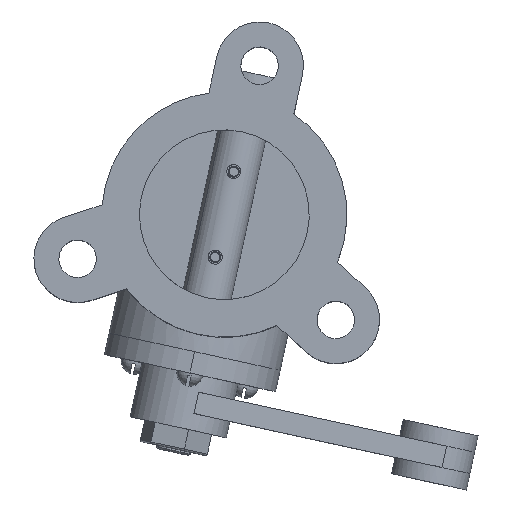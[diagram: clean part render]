
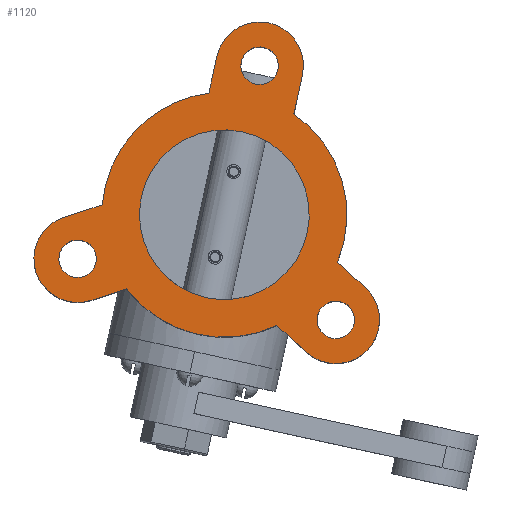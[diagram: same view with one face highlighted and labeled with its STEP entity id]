
A CAD part, top view. The second image highlights one B-rep face of the part: STEP entity #1120.
In plain terms, the highlighted planar face has unit normal (0, 0, 1).
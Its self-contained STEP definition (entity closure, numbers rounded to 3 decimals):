
#457=CARTESIAN_POINT('Vertex',(129.48,-53.244,112.5)) ;
#460=CARTESIAN_POINT('Axis2P3D Location',(0.,0.,112.5)) ;
#464=CARTESIAN_POINT('Vertex',(-25.489,-137.66,112.5)) ;
#492=CARTESIAN_POINT('Vertex',(-110.851,-85.511,112.5)) ;
#495=CARTESIAN_POINT('Axis2P3D Location',(0.,0.,112.5)) ;
#499=CARTESIAN_POINT('Vertex',(-106.473,90.904,112.5)) ;
#527=CARTESIAN_POINT('Vertex',(-18.629,138.755,112.5)) ;
#530=CARTESIAN_POINT('Axis2P3D Location',(0.,0.,112.5)) ;
#534=CARTESIAN_POINT('Vertex',(70.,121.244,112.5)) ;
#871=CARTESIAN_POINT('Axis2P3D Location',(0.,0.,112.5)) ;
#875=CARTESIAN_POINT('Vertex',(131.962,46.756,112.5)) ;
#963=CARTESIAN_POINT('Vertex',(174.97,-53.244,112.5)) ;
#966=CARTESIAN_POINT('Line Origine',(152.225,-53.244,112.5)) ;
#978=CARTESIAN_POINT('Axis2P3D Location',(0.,0.,112.5)) ;
#983=CARTESIAN_POINT('Line Origine',(-30.002,158.453,112.5)) ;
#987=CARTESIAN_POINT('Vertex',(-41.374,178.15,112.5)) ;
#990=CARTESIAN_POINT('Axis2P3D Location',(-84.675,153.15,112.5)) ;
#994=CARTESIAN_POINT('Vertex',(-127.977,128.15,112.5)) ;
#997=CARTESIAN_POINT('Line Origine',(-117.225,109.527,112.5)) ;
#1002=CARTESIAN_POINT('Line Origine',(-122.223,-105.209,112.5)) ;
#1006=CARTESIAN_POINT('Vertex',(-133.596,-124.906,112.5)) ;
#1009=CARTESIAN_POINT('Axis2P3D Location',(-90.294,-149.906,112.5)) ;
#1013=CARTESIAN_POINT('Vertex',(-46.993,-174.906,112.5)) ;
#1016=CARTESIAN_POINT('Line Origine',(-36.241,-156.283,112.5)) ;
#1021=CARTESIAN_POINT('Axis2P3D Location',(174.97,-3.244,112.5)) ;
#1025=CARTESIAN_POINT('Vertex',(174.97,46.756,112.5)) ;
#1028=CARTESIAN_POINT('Line Origine',(153.466,46.756,112.5)) ;
#1048=CARTESIAN_POINT('Axis2P3D Location',(-84.675,153.15,112.5)) ;
#1052=CARTESIAN_POINT('Vertex',(-95.39,171.709,112.5)) ;
#1054=CARTESIAN_POINT('Vertex',(-73.961,134.592,112.5)) ;
#1057=CARTESIAN_POINT('Axis2P3D Location',(-84.675,153.15,112.5)) ;
#1066=CARTESIAN_POINT('Axis2P3D Location',(0.,0.,112.5)) ;
#1070=CARTESIAN_POINT('Vertex',(48.5,84.004,112.5)) ;
#1072=CARTESIAN_POINT('Vertex',(97.,0.,112.5)) ;
#1075=CARTESIAN_POINT('Axis2P3D Location',(0.,0.,112.5)) ;
#1084=CARTESIAN_POINT('Axis2P3D Location',(174.97,-3.244,112.5)) ;
#1088=CARTESIAN_POINT('Vertex',(153.541,-3.244,112.5)) ;
#1090=CARTESIAN_POINT('Vertex',(196.399,-3.244,112.5)) ;
#1093=CARTESIAN_POINT('Axis2P3D Location',(174.97,-3.244,112.5)) ;
#1102=CARTESIAN_POINT('Axis2P3D Location',(-90.294,-149.906,112.5)) ;
#1106=CARTESIAN_POINT('Vertex',(-79.58,-131.348,112.5)) ;
#1108=CARTESIAN_POINT('Vertex',(-101.009,-168.465,112.5)) ;
#1111=CARTESIAN_POINT('Axis2P3D Location',(-90.294,-149.906,112.5)) ;
#461=DIRECTION('Axis2P3D Direction',(0.,0.,1.)) ;
#496=DIRECTION('Axis2P3D Direction',(0.,0.,1.)) ;
#531=DIRECTION('Axis2P3D Direction',(0.,0.,1.)) ;
#872=DIRECTION('Axis2P3D Direction',(0.,0.,1.)) ;
#967=DIRECTION('Vector Direction',(-1.,0.,0.)) ;
#979=DIRECTION('Axis2P3D Direction',(0.,0.,1.)) ;
#980=DIRECTION('Axis2P3D XDirection',(1.,0.,0.)) ;
#984=DIRECTION('Vector Direction',(0.5,-0.866,0.)) ;
#991=DIRECTION('Axis2P3D Direction',(0.,0.,1.)) ;
#998=DIRECTION('Vector Direction',(0.5,-0.866,0.)) ;
#1003=DIRECTION('Vector Direction',(0.5,0.866,0.)) ;
#1010=DIRECTION('Axis2P3D Direction',(0.,0.,1.)) ;
#1017=DIRECTION('Vector Direction',(0.5,0.866,0.)) ;
#1022=DIRECTION('Axis2P3D Direction',(0.,0.,1.)) ;
#1029=DIRECTION('Vector Direction',(-1.,0.,0.)) ;
#1049=DIRECTION('Axis2P3D Direction',(0.,0.,1.)) ;
#1058=DIRECTION('Axis2P3D Direction',(0.,0.,1.)) ;
#1067=DIRECTION('Axis2P3D Direction',(0.,0.,1.)) ;
#1076=DIRECTION('Axis2P3D Direction',(0.,0.,1.)) ;
#1085=DIRECTION('Axis2P3D Direction',(0.,0.,1.)) ;
#1094=DIRECTION('Axis2P3D Direction',(0.,0.,1.)) ;
#1103=DIRECTION('Axis2P3D Direction',(0.,0.,1.)) ;
#1112=DIRECTION('Axis2P3D Direction',(0.,0.,1.)) ;
#462=AXIS2_PLACEMENT_3D('Circle Axis2P3D',#460,#461,$) ;
#497=AXIS2_PLACEMENT_3D('Circle Axis2P3D',#495,#496,$) ;
#532=AXIS2_PLACEMENT_3D('Circle Axis2P3D',#530,#531,$) ;
#873=AXIS2_PLACEMENT_3D('Circle Axis2P3D',#871,#872,$) ;
#981=AXIS2_PLACEMENT_3D('Plane Axis2P3D',#978,#979,#980) ;
#992=AXIS2_PLACEMENT_3D('Circle Axis2P3D',#990,#991,$) ;
#1011=AXIS2_PLACEMENT_3D('Circle Axis2P3D',#1009,#1010,$) ;
#1023=AXIS2_PLACEMENT_3D('Circle Axis2P3D',#1021,#1022,$) ;
#1050=AXIS2_PLACEMENT_3D('Circle Axis2P3D',#1048,#1049,$) ;
#1059=AXIS2_PLACEMENT_3D('Circle Axis2P3D',#1057,#1058,$) ;
#1068=AXIS2_PLACEMENT_3D('Circle Axis2P3D',#1066,#1067,$) ;
#1077=AXIS2_PLACEMENT_3D('Circle Axis2P3D',#1075,#1076,$) ;
#1086=AXIS2_PLACEMENT_3D('Circle Axis2P3D',#1084,#1085,$) ;
#1095=AXIS2_PLACEMENT_3D('Circle Axis2P3D',#1093,#1094,$) ;
#1104=AXIS2_PLACEMENT_3D('Circle Axis2P3D',#1102,#1103,$) ;
#1113=AXIS2_PLACEMENT_3D('Circle Axis2P3D',#1111,#1112,$) ;
#1034=ORIENTED_EDGE('',*,*,#877,.T.) ;
#1035=ORIENTED_EDGE('',*,*,#536,.T.) ;
#1036=ORIENTED_EDGE('',*,*,#989,.T.) ;
#1037=ORIENTED_EDGE('',*,*,#996,.T.) ;
#1038=ORIENTED_EDGE('',*,*,#1001,.T.) ;
#1039=ORIENTED_EDGE('',*,*,#501,.T.) ;
#1040=ORIENTED_EDGE('',*,*,#1008,.T.) ;
#1041=ORIENTED_EDGE('',*,*,#1015,.T.) ;
#1042=ORIENTED_EDGE('',*,*,#1020,.T.) ;
#1043=ORIENTED_EDGE('',*,*,#466,.T.) ;
#1044=ORIENTED_EDGE('',*,*,#970,.T.) ;
#1045=ORIENTED_EDGE('',*,*,#1027,.T.) ;
#1046=ORIENTED_EDGE('',*,*,#1032,.T.) ;
#1063=ORIENTED_EDGE('',*,*,#1056,.F.) ;
#1064=ORIENTED_EDGE('',*,*,#1061,.F.) ;
#1081=ORIENTED_EDGE('',*,*,#1074,.F.) ;
#1082=ORIENTED_EDGE('',*,*,#1079,.F.) ;
#1099=ORIENTED_EDGE('',*,*,#1092,.F.) ;
#1100=ORIENTED_EDGE('',*,*,#1097,.F.) ;
#1117=ORIENTED_EDGE('',*,*,#1110,.F.) ;
#1118=ORIENTED_EDGE('',*,*,#1115,.F.) ;
#1065=FACE_BOUND('',#1062,.T.) ;
#1083=FACE_BOUND('',#1080,.T.) ;
#1101=FACE_BOUND('',#1098,.T.) ;
#1119=FACE_BOUND('',#1116,.T.) ;
#968=VECTOR('Line Direction',#967,1.) ;
#985=VECTOR('Line Direction',#984,1.) ;
#999=VECTOR('Line Direction',#998,1.) ;
#1004=VECTOR('Line Direction',#1003,1.) ;
#1018=VECTOR('Line Direction',#1017,1.) ;
#1030=VECTOR('Line Direction',#1029,1.) ;
#1120=ADVANCED_FACE('PartBody',(#1047,#1065,#1083,#1101,#1119),#982,.T.) ;
#463=CIRCLE('generated circle',#462,140.) ;
#498=CIRCLE('generated circle',#497,140.) ;
#533=CIRCLE('generated circle',#532,140.) ;
#874=CIRCLE('generated circle',#873,140.) ;
#993=CIRCLE('generated circle',#992,50.) ;
#1012=CIRCLE('generated circle',#1011,50.) ;
#1024=CIRCLE('generated circle',#1023,50.) ;
#1051=CIRCLE('generated circle',#1050,21.429) ;
#1060=CIRCLE('generated circle',#1059,21.429) ;
#1069=CIRCLE('generated circle',#1068,97.) ;
#1078=CIRCLE('generated circle',#1077,97.) ;
#1087=CIRCLE('generated circle',#1086,21.429) ;
#1096=CIRCLE('generated circle',#1095,21.429) ;
#1105=CIRCLE('generated circle',#1104,21.429) ;
#1114=CIRCLE('generated circle',#1113,21.429) ;
#466=EDGE_CURVE('',#465,#458,#463,.T.) ;
#501=EDGE_CURVE('',#500,#493,#498,.T.) ;
#536=EDGE_CURVE('',#535,#528,#533,.T.) ;
#877=EDGE_CURVE('',#876,#535,#874,.T.) ;
#970=EDGE_CURVE('',#458,#964,#969,.F.) ;
#989=EDGE_CURVE('',#528,#988,#986,.F.) ;
#996=EDGE_CURVE('',#988,#995,#993,.T.) ;
#1001=EDGE_CURVE('',#995,#500,#1000,.T.) ;
#1008=EDGE_CURVE('',#493,#1007,#1005,.F.) ;
#1015=EDGE_CURVE('',#1007,#1014,#1012,.T.) ;
#1020=EDGE_CURVE('',#1014,#465,#1019,.T.) ;
#1027=EDGE_CURVE('',#964,#1026,#1024,.T.) ;
#1032=EDGE_CURVE('',#1026,#876,#1031,.T.) ;
#1056=EDGE_CURVE('',#1053,#1055,#1051,.T.) ;
#1061=EDGE_CURVE('',#1055,#1053,#1060,.T.) ;
#1074=EDGE_CURVE('',#1071,#1073,#1069,.T.) ;
#1079=EDGE_CURVE('',#1073,#1071,#1078,.T.) ;
#1092=EDGE_CURVE('',#1089,#1091,#1087,.T.) ;
#1097=EDGE_CURVE('',#1091,#1089,#1096,.T.) ;
#1110=EDGE_CURVE('',#1107,#1109,#1105,.T.) ;
#1115=EDGE_CURVE('',#1109,#1107,#1114,.T.) ;
#1033=EDGE_LOOP('',(#1034,#1035,#1036,#1037,#1038,#1039,#1040,#1041,#1042,#1043,#1044,#1045,#1046)) ;
#1062=EDGE_LOOP('',(#1063,#1064)) ;
#1080=EDGE_LOOP('',(#1081,#1082)) ;
#1098=EDGE_LOOP('',(#1099,#1100)) ;
#1116=EDGE_LOOP('',(#1117,#1118)) ;
#1047=FACE_OUTER_BOUND('',#1033,.T.) ;
#969=LINE('Line',#966,#968) ;
#986=LINE('Line',#983,#985) ;
#1000=LINE('Line',#997,#999) ;
#1005=LINE('Line',#1002,#1004) ;
#1019=LINE('Line',#1016,#1018) ;
#1031=LINE('Line',#1028,#1030) ;
#982=PLANE('',#981) ;
#458=VERTEX_POINT('',#457) ;
#465=VERTEX_POINT('',#464) ;
#493=VERTEX_POINT('',#492) ;
#500=VERTEX_POINT('',#499) ;
#528=VERTEX_POINT('',#527) ;
#535=VERTEX_POINT('',#534) ;
#876=VERTEX_POINT('',#875) ;
#964=VERTEX_POINT('',#963) ;
#988=VERTEX_POINT('',#987) ;
#995=VERTEX_POINT('',#994) ;
#1007=VERTEX_POINT('',#1006) ;
#1014=VERTEX_POINT('',#1013) ;
#1026=VERTEX_POINT('',#1025) ;
#1053=VERTEX_POINT('',#1052) ;
#1055=VERTEX_POINT('',#1054) ;
#1071=VERTEX_POINT('',#1070) ;
#1073=VERTEX_POINT('',#1072) ;
#1089=VERTEX_POINT('',#1088) ;
#1091=VERTEX_POINT('',#1090) ;
#1107=VERTEX_POINT('',#1106) ;
#1109=VERTEX_POINT('',#1108) ;
